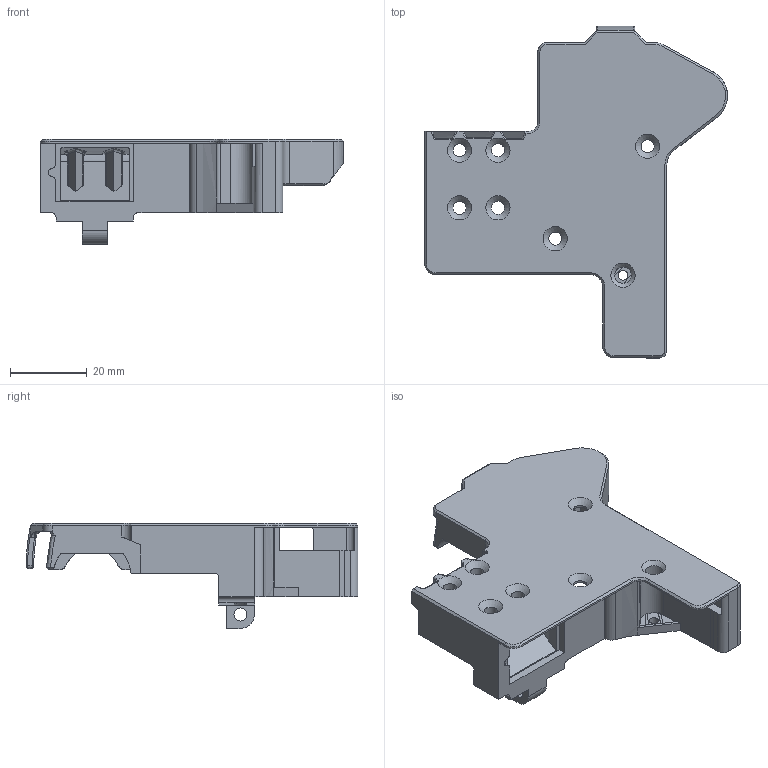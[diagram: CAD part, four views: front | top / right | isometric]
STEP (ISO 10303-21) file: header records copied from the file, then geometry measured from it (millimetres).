
FILE_DESCRIPTION(/* description */ (''),/* implementation_level */ '2;1');
FILE_NAME(/* name */ 'INTERCONNECT_V03_WIP.step',/* time_stamp */ '2023-01-20T18:33:52+01:00',/* author */ (''),/* organization */ (''),/* preprocessor_version */ 'ST-DEVELOPER v19.2',/* originating_system */ 'Autodesk Translation Framework v11.17.0.187',/* authorisation */ '');
FILE_SCHEMA (('AUTOMOTIVE_DESIGN { 1 0 10303 214 3 1 1 }'));
Length unit declared in the file: millimetre
Products named in the file (1): INTERCONNECT_V03_WIP_PR
Bounding box: 78.78 x 86.3 x 27.3 mm (x, y, z)
Volume: 22744.9 mm3; surface area: 17702.5 mm2
Topology: 1 solids, 1 shells, 309 faces, 843 edges, 528 vertices
Faces by surface type: plane 129, cylinder 82, bspline 68, cone 25, torus 5
Full cylindrical faces by diameter (mm): 2.5 x1, 3.4 x7, 4 x4
Entity records: 13605 total; most frequent: CARTESIAN_POINT 6117, ORIENTED_EDGE 1678, DIRECTION 1367, EDGE_CURVE 839, VERTEX_POINT 528, LINE 461, VECTOR 461, AXIS2_PLACEMENT_3D 453
